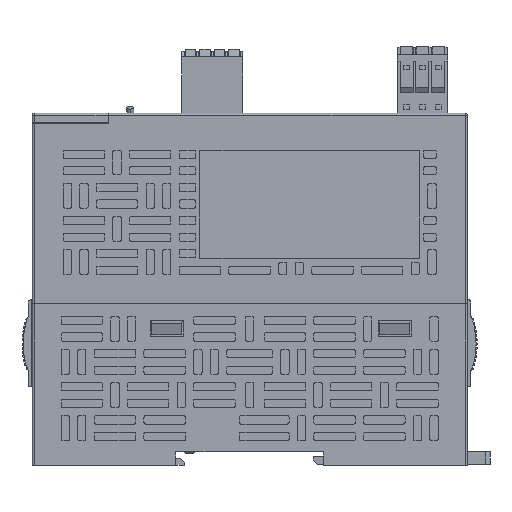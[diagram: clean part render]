
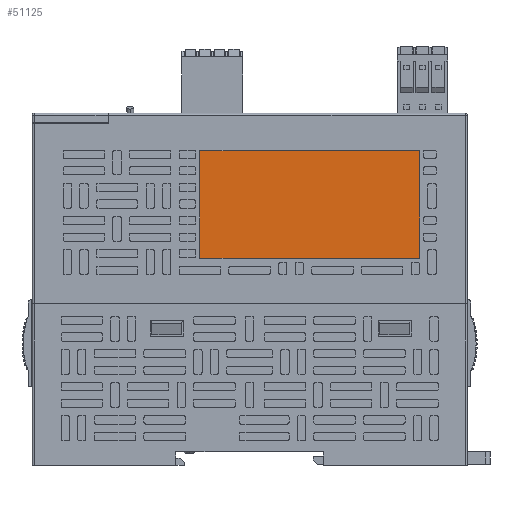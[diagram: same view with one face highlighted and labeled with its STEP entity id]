
A CAD part, left-side view. The second image highlights one B-rep face of the part: STEP entity #51125.
In plain terms, the highlighted planar face has unit normal (-1, 0, 0).
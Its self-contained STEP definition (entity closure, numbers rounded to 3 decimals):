
#3897=DIRECTION('',(0.,0.,-1.));
#3898=VECTOR('',#3897,26.);
#3899=CARTESIAN_POINT('',(-12.,12.,76.));
#3900=LINE('',#3899,#3898);
#3901=DIRECTION('',(0.,1.,0.));
#3902=VECTOR('',#3901,53.);
#3903=CARTESIAN_POINT('',(-12.,-41.,76.));
#3904=LINE('',#3903,#3902);
#3905=DIRECTION('',(0.,0.,1.));
#3906=VECTOR('',#3905,26.);
#3907=CARTESIAN_POINT('',(-12.,-41.,50.));
#3908=LINE('',#3907,#3906);
#3909=DIRECTION('',(0.,-1.,0.));
#3910=VECTOR('',#3909,53.);
#3911=CARTESIAN_POINT('',(-12.,12.,50.));
#3912=LINE('',#3911,#3910);
#37825=CARTESIAN_POINT('',(-12.,12.,76.));
#37826=CARTESIAN_POINT('',(-12.,12.,50.));
#37827=VERTEX_POINT('',#37825);
#37828=VERTEX_POINT('',#37826);
#37829=CARTESIAN_POINT('',(-12.,-41.,50.));
#37830=VERTEX_POINT('',#37829);
#37831=CARTESIAN_POINT('',(-12.,-41.,76.));
#37832=VERTEX_POINT('',#37831);
#51114=CARTESIAN_POINT('',(-12.,0.,85.));
#51115=DIRECTION('',(-1.,0.,0.));
#51116=DIRECTION('',(0.,-1.,0.));
#51117=AXIS2_PLACEMENT_3D('',#51114,#51115,#51116);
#51118=PLANE('',#51117);
#51119=ORIENTED_EDGE('',*,*,#51066,.F.);
#51120=ORIENTED_EDGE('',*,*,#51081,.F.);
#51121=ORIENTED_EDGE('',*,*,#51095,.F.);
#51122=ORIENTED_EDGE('',*,*,#51108,.F.);
#51123=EDGE_LOOP('',(#51119,#51120,#51121,#51122));
#51124=FACE_OUTER_BOUND('',#51123,.F.);
#51125=ADVANCED_FACE('',(#51124),#51118,.T.);
#51066=EDGE_CURVE('',#37827,#37828,#3900,.T.);
#51081=EDGE_CURVE('',#37832,#37827,#3904,.T.);
#51095=EDGE_CURVE('',#37830,#37832,#3908,.T.);
#51108=EDGE_CURVE('',#37828,#37830,#3912,.T.);
